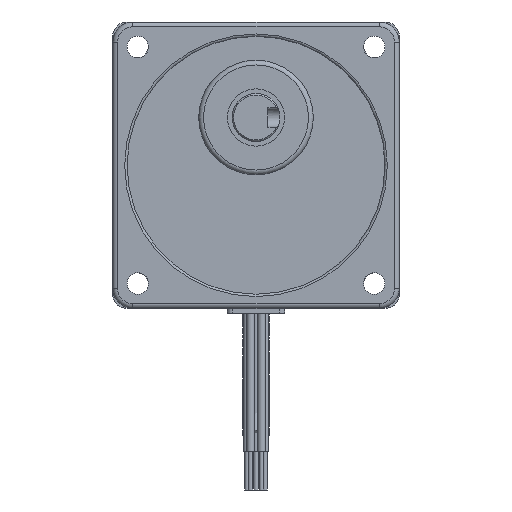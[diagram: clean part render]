
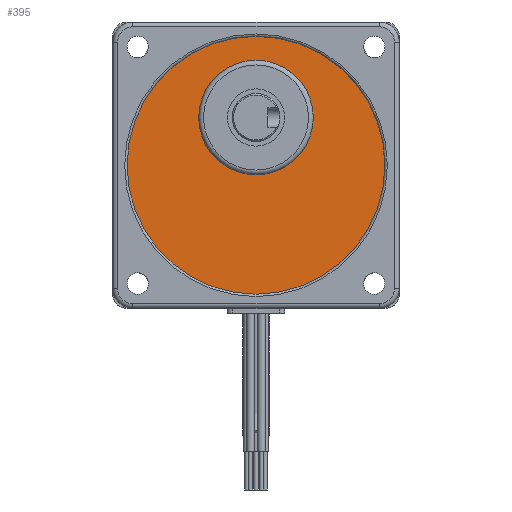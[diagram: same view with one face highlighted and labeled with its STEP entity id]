
A CAD part, front view. The second image highlights one B-rep face of the part: STEP entity #395.
In plain terms, the highlighted planar face has unit normal (0, -1, 0).
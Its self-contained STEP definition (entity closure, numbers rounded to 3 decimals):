
#395 = ADVANCED_FACE( '', ( #947, #948 ), #949, .F. );
#947 = FACE_BOUND( '', #1758, .T. );
#948 = FACE_OUTER_BOUND( '', #1759, .T. );
#949 = PLANE( '', #1760 );
#1758 = EDGE_LOOP( '', ( #3116 ) );
#1759 = EDGE_LOOP( '', ( #3117 ) );
#1760 = AXIS2_PLACEMENT_3D( '', #3118, #3119, #3120 );
#3116 = ORIENTED_EDGE( '', *, *, #5125, .T. );
#3117 = ORIENTED_EDGE( '', *, *, #5126, .F. );
#3118 = CARTESIAN_POINT( '', ( 0., 0.5, 0. ) );
#3119 = DIRECTION( '', ( 0., 1., 0. ) );
#3120 = DIRECTION( '', ( 0., 0., 1. ) );
#5125 = EDGE_CURVE( '', #5947, #5947, #5948, .T. );
#5126 = EDGE_CURVE( '', #5949, #5949, #5950, .T. );
#5947 = VERTEX_POINT( '', #7191 );
#5948 = CIRCLE( '', #7192, 12. );
#5949 = VERTEX_POINT( '', #7193 );
#5950 = CIRCLE( '', #7194, 27. );
#7191 = CARTESIAN_POINT( '', ( 0., 0.5, 22. ) );
#7192 = AXIS2_PLACEMENT_3D( '', #8763, #8764, #8765 );
#7193 = CARTESIAN_POINT( '', ( 27., 0.5, 0. ) );
#7194 = AXIS2_PLACEMENT_3D( '', #8766, #8767, #8768 );
#8763 = CARTESIAN_POINT( '', ( 0., 0.5, 10. ) );
#8764 = DIRECTION( '', ( 0., 1., 0. ) );
#8765 = DIRECTION( '', ( 0., 0., 1. ) );
#8766 = CARTESIAN_POINT( '', ( 0., 0.5, 0. ) );
#8767 = DIRECTION( '', ( 0., 1., 0. ) );
#8768 = DIRECTION( '', ( 1., 0., 0. ) );
